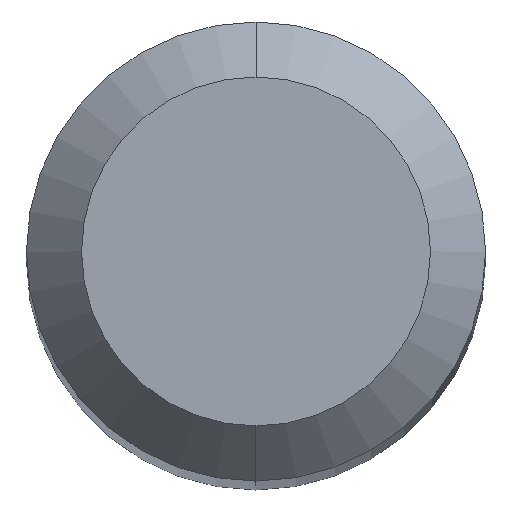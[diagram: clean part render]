
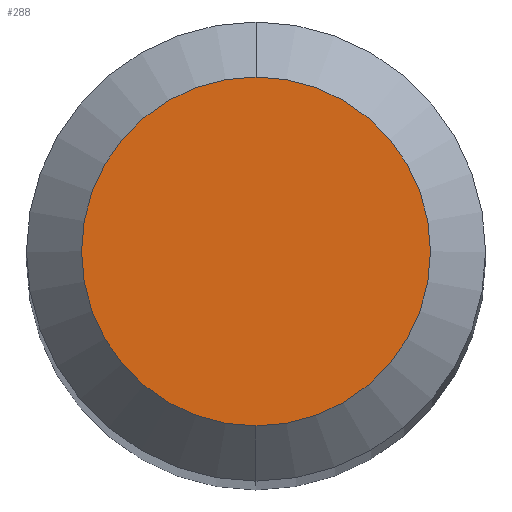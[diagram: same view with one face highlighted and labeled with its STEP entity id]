
A CAD part, top view. The second image highlights one B-rep face of the part: STEP entity #288.
In plain terms, the highlighted planar face has unit normal (0, 0, 1).
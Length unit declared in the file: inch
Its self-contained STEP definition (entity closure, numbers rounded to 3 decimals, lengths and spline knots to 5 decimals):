
#34 = DIRECTION ( 'NONE',  ( 0., -1., 0. ) ) ;
#43 = CARTESIAN_POINT ( 'NONE',  ( 0., 0.0475, 0. ) ) ;
#60 = DIRECTION ( 'NONE',  ( 0., -1., 0. ) ) ;
#62 = CIRCLE ( 'NONE', #157, 0.0475 ) ;
#96 = PLANE ( 'NONE',  #108 ) ;
#108 = AXIS2_PLACEMENT_3D ( 'NONE', #43, #446, #217 ) ;
#120 = DIRECTION ( 'NONE',  ( 0., 0., 1. ) ) ;
#129 = EDGE_CURVE ( 'NONE', #412, #309, #62, .T. ) ;
#131 = FACE_OUTER_BOUND ( 'NONE', #148, .T. ) ;
#144 = DIRECTION ( 'NONE',  ( 0., 0., 1. ) ) ;
#148 = EDGE_LOOP ( 'NONE', ( #526, #501 ) ) ;
#157 = AXIS2_PLACEMENT_3D ( 'NONE', #418, #120, #34 ) ;
#217 = DIRECTION ( 'NONE',  ( 0., 1., 0. ) ) ;
#218 = CIRCLE ( 'NONE', #335, 0.0475 ) ;
#274 = CARTESIAN_POINT ( 'NONE',  ( 0., 0.0475, 0. ) ) ;
#282 = CARTESIAN_POINT ( 'NONE',  ( 0., 0., 0. ) ) ;
#288 = ADVANCED_FACE ( 'NONE', ( #131 ), #96, .F. ) ;
#309 = VERTEX_POINT ( 'NONE', #274 ) ;
#335 = AXIS2_PLACEMENT_3D ( 'NONE', #282, #144, #60 ) ;
#412 = VERTEX_POINT ( 'NONE', #524 ) ;
#418 = CARTESIAN_POINT ( 'NONE',  ( 0., 0., 0. ) ) ;
#436 = EDGE_CURVE ( 'NONE', #309, #412, #218, .T. ) ;
#446 = DIRECTION ( 'NONE',  ( 0., 0., -1. ) ) ;
#501 = ORIENTED_EDGE ( 'NONE', *, *, #129, .T. ) ;
#524 = CARTESIAN_POINT ( 'NONE',  ( 0., -0.0475, 0. ) ) ;
#526 = ORIENTED_EDGE ( 'NONE', *, *, #436, .T. ) ;
